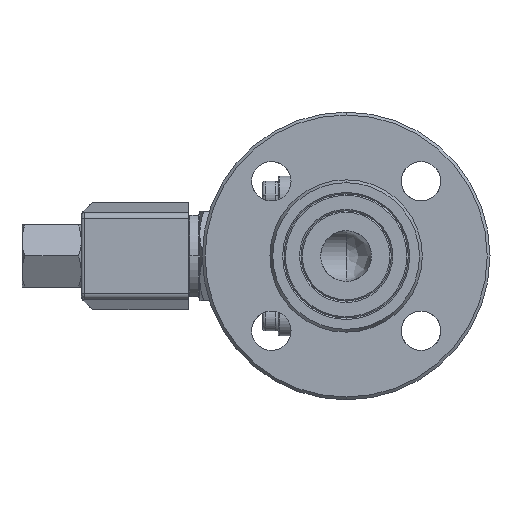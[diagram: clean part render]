
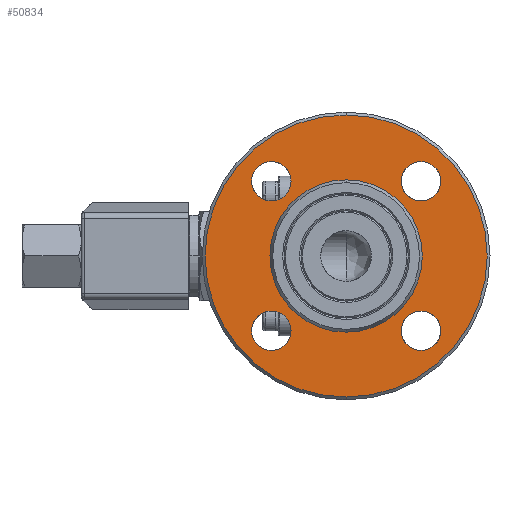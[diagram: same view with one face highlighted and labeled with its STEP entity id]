
A CAD part, left-side view. The second image highlights one B-rep face of the part: STEP entity #50834.
In plain terms, the highlighted planar face has unit normal (-1, 0, 0).
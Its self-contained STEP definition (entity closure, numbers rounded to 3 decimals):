
#42 = DIRECTION ( 'NONE',  ( 0., 0., -1. ) ) ;
#199 = DIRECTION ( 'NONE',  ( 0., 0., -1. ) ) ;
#750 = VERTEX_POINT ( 'NONE', #24576 ) ;
#1332 = ORIENTED_EDGE ( 'NONE', *, *, #9592, .F. ) ;
#3256 = CARTESIAN_POINT ( 'NONE',  ( -51., -42.017, -19.517 ) ) ;
#4122 = AXIS2_PLACEMENT_3D ( 'NONE', #9228, #22738, #69783 ) ;
#4196 = ORIENTED_EDGE ( 'NONE', *, *, #58690, .T. ) ;
#4563 = EDGE_CURVE ( 'NONE', #29795, #86764, #13776, .T. ) ;
#5072 = AXIS2_PLACEMENT_3D ( 'NONE', #16952, #63959, #23664 ) ;
#5713 = ORIENTED_EDGE ( 'NONE', *, *, #81170, .T. ) ;
#6844 = ORIENTED_EDGE ( 'NONE', *, *, #56120, .T. ) ;
#8507 = AXIS2_PLACEMENT_3D ( 'NONE', #71909, #31628, #78657 ) ;
#8636 = CARTESIAN_POINT ( 'NONE',  ( -51., -42.017, -33.517 ) ) ;
#9228 = CARTESIAN_POINT ( 'NONE',  ( -51., -15.5, 0. ) ) ;
#9592 = EDGE_CURVE ( 'NONE', #51479, #61413, #43597, .T. ) ;
#10475 = FACE_BOUND ( 'NONE', #32494, .T. ) ;
#11304 = CARTESIAN_POINT ( 'NONE',  ( -51., 11.017, -26.517 ) ) ;
#13278 = VERTEX_POINT ( 'NONE', #49829 ) ;
#13776 = CIRCLE ( 'NONE', #8507, 7. ) ;
#13842 = AXIS2_PLACEMENT_3D ( 'NONE', #11304, #58380, #18068 ) ;
#15293 = CARTESIAN_POINT ( 'NONE',  ( -51., -42.017, -26.517 ) ) ;
#15322 = VERTEX_POINT ( 'NONE', #62298 ) ;
#16671 = DIRECTION ( 'NONE',  ( 1., 0., 0. ) ) ;
#16952 = CARTESIAN_POINT ( 'NONE',  ( -51., 11.017, 26.517 ) ) ;
#18068 = DIRECTION ( 'NONE',  ( 0., 0., -1. ) ) ;
#18603 = ORIENTED_EDGE ( 'NONE', *, *, #42153, .T. ) ;
#18822 = CARTESIAN_POINT ( 'NONE',  ( -51., -15.5, 0. ) ) ;
#19327 = CARTESIAN_POINT ( 'NONE',  ( -51., -15.5, 0. ) ) ;
#19878 = EDGE_LOOP ( 'NONE', ( #79552, #1332 ) ) ;
#20636 = EDGE_LOOP ( 'NONE', ( #34698, #5713 ) ) ;
#22003 = DIRECTION ( 'NONE',  ( 0., 0., -1. ) ) ;
#22344 = CARTESIAN_POINT ( 'NONE',  ( -51., -15.5, 27. ) ) ;
#22738 = DIRECTION ( 'NONE',  ( 1., 0., 0. ) ) ;
#23567 = CIRCLE ( 'NONE', #66309, 7. ) ;
#23664 = DIRECTION ( 'NONE',  ( 0., 0., -1. ) ) ;
#24173 = CARTESIAN_POINT ( 'NONE',  ( -51., 11.017, -26.517 ) ) ;
#24576 = CARTESIAN_POINT ( 'NONE',  ( -51., -15.5, -50. ) ) ;
#25330 = AXIS2_PLACEMENT_3D ( 'NONE', #65993, #25707, #72762 ) ;
#25554 = DIRECTION ( 'NONE',  ( 0., 0., -1. ) ) ;
#25707 = DIRECTION ( 'NONE',  ( -1., 0., 0. ) ) ;
#26050 = DIRECTION ( 'NONE',  ( 0., 0., -1. ) ) ;
#28289 = CIRCLE ( 'NONE', #82102, 7. ) ;
#28345 = FACE_BOUND ( 'NONE', #71193, .T. ) ;
#29795 = VERTEX_POINT ( 'NONE', #74255 ) ;
#30096 = CARTESIAN_POINT ( 'NONE',  ( -51., -15.5, 0. ) ) ;
#30881 = VERTEX_POINT ( 'NONE', #82739 ) ;
#30924 = DIRECTION ( 'NONE',  ( 0., 0., -1. ) ) ;
#31628 = DIRECTION ( 'NONE',  ( 1., 0., 0. ) ) ;
#32494 = EDGE_LOOP ( 'NONE', ( #60716, #4196 ) ) ;
#33701 = EDGE_CURVE ( 'NONE', #52098, #68252, #57279, .T. ) ;
#34698 = ORIENTED_EDGE ( 'NONE', *, *, #77329, .T. ) ;
#34706 = EDGE_CURVE ( 'NONE', #750, #15322, #35176, .T. ) ;
#34971 = EDGE_CURVE ( 'NONE', #61413, #51479, #44581, .T. ) ;
#35176 = CIRCLE ( 'NONE', #79286, 50. ) ;
#36860 = DIRECTION ( 'NONE',  ( 0., 0., -1. ) ) ;
#37563 = CIRCLE ( 'NONE', #64848, 50. ) ;
#40332 = DIRECTION ( 'NONE',  ( 1., 0., 0. ) ) ;
#40502 = DIRECTION ( 'NONE',  ( 1., 0., 0. ) ) ;
#42153 = EDGE_CURVE ( 'NONE', #13278, #60164, #63496, .T. ) ;
#43597 = CIRCLE ( 'NONE', #25330, 27. ) ;
#44581 = CIRCLE ( 'NONE', #51797, 27. ) ;
#44617 = CARTESIAN_POINT ( 'NONE',  ( -51., 11.017, 33.517 ) ) ;
#45686 = ORIENTED_EDGE ( 'NONE', *, *, #4563, .T. ) ;
#46218 = FACE_BOUND ( 'NONE', #20636, .T. ) ;
#46600 = AXIS2_PLACEMENT_3D ( 'NONE', #15293, #62309, #22003 ) ;
#47240 = AXIS2_PLACEMENT_3D ( 'NONE', #80773, #40502, #199 ) ;
#49829 = CARTESIAN_POINT ( 'NONE',  ( -51., 11.017, -33.517 ) ) ;
#50021 = VERTEX_POINT ( 'NONE', #44617 ) ;
#50834 = ADVANCED_FACE ( 'NONE', ( #64130, #46218, #28345, #10475, #79877, #62067 ), #76276, .F. ) ;
#50966 = EDGE_CURVE ( 'NONE', #60164, #13278, #77797, .T. ) ;
#51479 = VERTEX_POINT ( 'NONE', #22344 ) ;
#51797 = AXIS2_PLACEMENT_3D ( 'NONE', #30096, #77163, #36860 ) ;
#52098 = VERTEX_POINT ( 'NONE', #8636 ) ;
#52994 = CIRCLE ( 'NONE', #47240, 7. ) ;
#56120 = EDGE_CURVE ( 'NONE', #86764, #29795, #23567, .T. ) ;
#56657 = EDGE_LOOP ( 'NONE', ( #56830, #77241 ) ) ;
#56830 = ORIENTED_EDGE ( 'NONE', *, *, #34706, .F. ) ;
#56931 = CARTESIAN_POINT ( 'NONE',  ( -51., -42.017, 26.517 ) ) ;
#57279 = CIRCLE ( 'NONE', #46600, 7. ) ;
#58380 = DIRECTION ( 'NONE',  ( 1., 0., 0. ) ) ;
#58690 = EDGE_CURVE ( 'NONE', #68252, #52098, #52994, .T. ) ;
#60164 = VERTEX_POINT ( 'NONE', #75340 ) ;
#60385 = ORIENTED_EDGE ( 'NONE', *, *, #50966, .T. ) ;
#60716 = ORIENTED_EDGE ( 'NONE', *, *, #33701, .T. ) ;
#61340 = EDGE_LOOP ( 'NONE', ( #18603, #60385 ) ) ;
#61413 = VERTEX_POINT ( 'NONE', #81695 ) ;
#62067 = FACE_OUTER_BOUND ( 'NONE', #56657, .T. ) ;
#62298 = CARTESIAN_POINT ( 'NONE',  ( -51., -15.5, 50. ) ) ;
#62309 = DIRECTION ( 'NONE',  ( 1., 0., 0. ) ) ;
#63496 = CIRCLE ( 'NONE', #13842, 7. ) ;
#63678 = DIRECTION ( 'NONE',  ( 0., 0., -1. ) ) ;
#63959 = DIRECTION ( 'NONE',  ( 1., 0., 0. ) ) ;
#64130 = FACE_BOUND ( 'NONE', #61340, .T. ) ;
#64848 = AXIS2_PLACEMENT_3D ( 'NONE', #18822, #65842, #25554 ) ;
#65842 = DIRECTION ( 'NONE',  ( 1., 0., 0. ) ) ;
#65993 = CARTESIAN_POINT ( 'NONE',  ( -51., -15.5, 0. ) ) ;
#66309 = AXIS2_PLACEMENT_3D ( 'NONE', #56931, #16671, #63678 ) ;
#66349 = DIRECTION ( 'NONE',  ( 1., 0., 0. ) ) ;
#68252 = VERTEX_POINT ( 'NONE', #3256 ) ;
#69338 = EDGE_CURVE ( 'NONE', #15322, #750, #37563, .T. ) ;
#69783 = DIRECTION ( 'NONE',  ( 0., 0., -1. ) ) ;
#71193 = EDGE_LOOP ( 'NONE', ( #6844, #45686 ) ) ;
#71220 = DIRECTION ( 'NONE',  ( 1., 0., 0. ) ) ;
#71909 = CARTESIAN_POINT ( 'NONE',  ( -51., -42.017, 26.517 ) ) ;
#72762 = DIRECTION ( 'NONE',  ( 0., 0., -1. ) ) ;
#74255 = CARTESIAN_POINT ( 'NONE',  ( -51., -42.017, 33.517 ) ) ;
#75340 = CARTESIAN_POINT ( 'NONE',  ( -51., 11.017, -19.517 ) ) ;
#76276 = PLANE ( 'NONE',  #4122 ) ;
#77163 = DIRECTION ( 'NONE',  ( -1., 0., 0. ) ) ;
#77241 = ORIENTED_EDGE ( 'NONE', *, *, #69338, .F. ) ;
#77329 = EDGE_CURVE ( 'NONE', #30881, #50021, #28289, .T. ) ;
#77797 = CIRCLE ( 'NONE', #86951, 7. ) ;
#78657 = DIRECTION ( 'NONE',  ( 0., 0., -1. ) ) ;
#79286 = AXIS2_PLACEMENT_3D ( 'NONE', #19327, #66349, #26050 ) ;
#79552 = ORIENTED_EDGE ( 'NONE', *, *, #34971, .F. ) ;
#79877 = FACE_BOUND ( 'NONE', #19878, .T. ) ;
#80609 = CARTESIAN_POINT ( 'NONE',  ( -51., 11.017, 26.517 ) ) ;
#80773 = CARTESIAN_POINT ( 'NONE',  ( -51., -42.017, -26.517 ) ) ;
#81170 = EDGE_CURVE ( 'NONE', #50021, #30881, #86883, .T. ) ;
#81695 = CARTESIAN_POINT ( 'NONE',  ( -51., -15.5, -27. ) ) ;
#82102 = AXIS2_PLACEMENT_3D ( 'NONE', #80609, #40332, #42 ) ;
#82739 = CARTESIAN_POINT ( 'NONE',  ( -51., 11.017, 19.517 ) ) ;
#83309 = CARTESIAN_POINT ( 'NONE',  ( -51., -42.017, 19.517 ) ) ;
#86764 = VERTEX_POINT ( 'NONE', #83309 ) ;
#86883 = CIRCLE ( 'NONE', #5072, 7. ) ;
#86951 = AXIS2_PLACEMENT_3D ( 'NONE', #24173, #71220, #30924 ) ;
